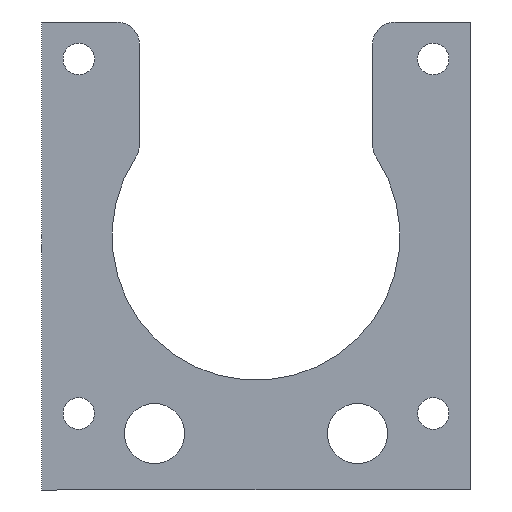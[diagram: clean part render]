
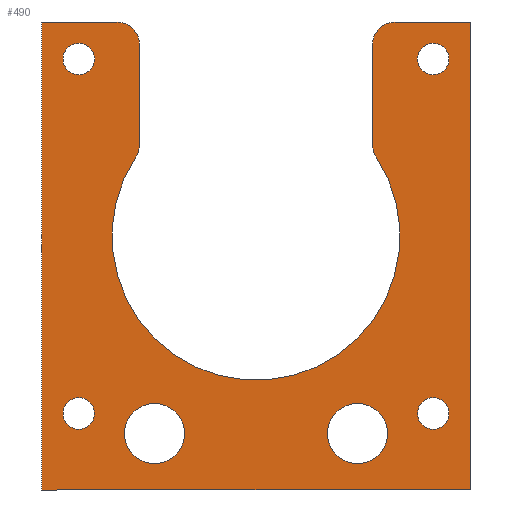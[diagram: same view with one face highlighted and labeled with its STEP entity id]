
A CAD part, front view. The second image highlights one B-rep face of the part: STEP entity #490.
In plain terms, the highlighted planar face has unit normal (0, -1, 0).
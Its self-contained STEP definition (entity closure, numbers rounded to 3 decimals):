
#25=FACE_BOUND('',#102,.T.);
#26=FACE_BOUND('',#103,.T.);
#27=FACE_BOUND('',#104,.T.);
#28=FACE_BOUND('',#105,.T.);
#29=FACE_BOUND('',#106,.T.);
#30=FACE_BOUND('',#107,.T.);
#41=PLANE('',#560);
#67=FACE_OUTER_BOUND('',#101,.T.);
#101=EDGE_LOOP('',(#434,#435,#436,#437,#438,#439,#440,#441,#442,#443,#444,
#445));
#102=EDGE_LOOP('',(#446));
#103=EDGE_LOOP('',(#447));
#104=EDGE_LOOP('',(#448));
#105=EDGE_LOOP('',(#449));
#106=EDGE_LOOP('',(#450));
#107=EDGE_LOOP('',(#451));
#128=LINE('',#806,#164);
#131=LINE('',#815,#167);
#137=LINE('',#834,#173);
#138=LINE('',#837,#174);
#140=LINE('',#841,#176);
#142=LINE('',#844,#178);
#143=LINE('',#846,#179);
#164=VECTOR('',#661,10.);
#167=VECTOR('',#670,10.);
#173=VECTOR('',#694,10.);
#174=VECTOR('',#697,10.);
#176=VECTOR('',#701,10.);
#178=VECTOR('',#705,10.);
#179=VECTOR('',#708,10.);
#188=CIRCLE('',#518,4.);
#189=CIRCLE('',#520,4.);
#201=CIRCLE('',#536,3.);
#202=CIRCLE('',#538,19.15);
#203=CIRCLE('',#540,3.);
#204=CIRCLE('',#542,3.);
#205=CIRCLE('',#545,3.);
#206=CIRCLE('',#548,2.1);
#207=CIRCLE('',#550,2.1);
#208=CIRCLE('',#552,2.1);
#209=CIRCLE('',#554,2.1);
#218=VERTEX_POINT('',#735);
#219=VERTEX_POINT('',#739);
#238=VERTEX_POINT('',#784);
#239=VERTEX_POINT('',#785);
#240=VERTEX_POINT('',#790);
#241=VERTEX_POINT('',#794);
#242=VERTEX_POINT('',#798);
#243=VERTEX_POINT('',#799);
#244=VERTEX_POINT('',#804);
#245=VERTEX_POINT('',#808);
#246=VERTEX_POINT('',#809);
#247=VERTEX_POINT('',#814);
#248=VERTEX_POINT('',#818);
#249=VERTEX_POINT('',#822);
#250=VERTEX_POINT('',#826);
#251=VERTEX_POINT('',#830);
#252=VERTEX_POINT('',#836);
#253=VERTEX_POINT('',#840);
#265=EDGE_CURVE('',#218,#218,#188,.T.);
#267=EDGE_CURVE('',#219,#219,#189,.T.);
#288=EDGE_CURVE('',#238,#239,#201,.T.);
#291=EDGE_CURVE('',#240,#239,#202,.T.);
#293=EDGE_CURVE('',#240,#241,#203,.T.);
#295=EDGE_CURVE('',#242,#243,#204,.T.);
#299=EDGE_CURVE('',#242,#244,#128,.T.);
#300=EDGE_CURVE('',#245,#246,#205,.T.);
#303=EDGE_CURVE('',#247,#246,#131,.T.);
#305=EDGE_CURVE('',#248,#248,#206,.T.);
#307=EDGE_CURVE('',#249,#249,#207,.T.);
#309=EDGE_CURVE('',#250,#250,#208,.T.);
#311=EDGE_CURVE('',#251,#251,#209,.T.);
#313=EDGE_CURVE('',#245,#241,#137,.T.);
#314=EDGE_CURVE('',#252,#247,#138,.T.);
#316=EDGE_CURVE('',#253,#252,#140,.T.);
#318=EDGE_CURVE('',#244,#253,#142,.T.);
#319=EDGE_CURVE('',#238,#243,#143,.T.);
#434=ORIENTED_EDGE('',*,*,#288,.F.);
#435=ORIENTED_EDGE('',*,*,#319,.T.);
#436=ORIENTED_EDGE('',*,*,#295,.F.);
#437=ORIENTED_EDGE('',*,*,#299,.T.);
#438=ORIENTED_EDGE('',*,*,#318,.T.);
#439=ORIENTED_EDGE('',*,*,#316,.T.);
#440=ORIENTED_EDGE('',*,*,#314,.T.);
#441=ORIENTED_EDGE('',*,*,#303,.T.);
#442=ORIENTED_EDGE('',*,*,#300,.F.);
#443=ORIENTED_EDGE('',*,*,#313,.T.);
#444=ORIENTED_EDGE('',*,*,#293,.F.);
#445=ORIENTED_EDGE('',*,*,#291,.T.);
#446=ORIENTED_EDGE('',*,*,#265,.T.);
#447=ORIENTED_EDGE('',*,*,#267,.T.);
#448=ORIENTED_EDGE('',*,*,#311,.T.);
#449=ORIENTED_EDGE('',*,*,#309,.T.);
#450=ORIENTED_EDGE('',*,*,#307,.T.);
#451=ORIENTED_EDGE('',*,*,#305,.T.);
#490=ADVANCED_FACE('',(#67,#25,#26,#27,#28,#29,#30),#41,.T.);
#518=AXIS2_PLACEMENT_3D('',#737,#592,#593);
#520=AXIS2_PLACEMENT_3D('',#741,#597,#598);
#536=AXIS2_PLACEMENT_3D('',#786,#638,#639);
#538=AXIS2_PLACEMENT_3D('',#791,#644,#645);
#540=AXIS2_PLACEMENT_3D('',#795,#649,#650);
#542=AXIS2_PLACEMENT_3D('',#800,#654,#655);
#545=AXIS2_PLACEMENT_3D('',#810,#664,#665);
#548=AXIS2_PLACEMENT_3D('',#819,#674,#675);
#550=AXIS2_PLACEMENT_3D('',#823,#679,#680);
#552=AXIS2_PLACEMENT_3D('',#827,#684,#685);
#554=AXIS2_PLACEMENT_3D('',#831,#689,#690);
#560=AXIS2_PLACEMENT_3D('',#847,#709,#710);
#592=DIRECTION('center_axis',(0.,1.,0.));
#593=DIRECTION('ref_axis',(-1.,0.,0.));
#597=DIRECTION('center_axis',(0.,1.,0.));
#598=DIRECTION('ref_axis',(-1.,0.,0.));
#638=DIRECTION('center_axis',(0.,1.,0.));
#639=DIRECTION('ref_axis',(0.958,0.,-0.287));
#644=DIRECTION('center_axis',(0.,1.,0.));
#645=DIRECTION('ref_axis',(1.,0.,0.));
#649=DIRECTION('center_axis',(0.,1.,0.));
#650=DIRECTION('ref_axis',(-0.958,0.,-0.287));
#654=DIRECTION('center_axis',(0.,1.,0.));
#655=DIRECTION('ref_axis',(0.707,0.,0.707));
#661=DIRECTION('',(-1.,0.,0.));
#664=DIRECTION('center_axis',(0.,1.,0.));
#665=DIRECTION('ref_axis',(-0.707,0.,0.707));
#670=DIRECTION('',(-1.,0.,0.));
#674=DIRECTION('center_axis',(0.,1.,0.));
#675=DIRECTION('ref_axis',(1.,0.,0.));
#679=DIRECTION('center_axis',(0.,1.,0.));
#680=DIRECTION('ref_axis',(1.,0.,0.));
#684=DIRECTION('center_axis',(0.,1.,0.));
#685=DIRECTION('ref_axis',(1.,0.,0.));
#689=DIRECTION('center_axis',(0.,1.,0.));
#690=DIRECTION('ref_axis',(1.,0.,0.));
#694=DIRECTION('',(0.,0.,-1.));
#697=DIRECTION('',(0.,0.,1.));
#701=DIRECTION('',(1.,0.,0.));
#705=DIRECTION('',(0.,0.,-1.));
#708=DIRECTION('',(0.,0.,1.));
#709=DIRECTION('center_axis',(0.,-1.,0.));
#710=DIRECTION('ref_axis',(1.,0.,0.));
#735=CARTESIAN_POINT('',(72.5,360.,-24.587));
#737=CARTESIAN_POINT('Origin',(68.5,360.,-24.587));
#739=CARTESIAN_POINT('',(45.5,360.,-24.587));
#741=CARTESIAN_POINT('Origin',(41.5,360.,-24.587));
#784=CARTESIAN_POINT('',(39.5,360.,13.843));
#785=CARTESIAN_POINT('',(39.006,360.,12.194));
#786=CARTESIAN_POINT('Origin',(36.5,360.,13.843));
#790=CARTESIAN_POINT('',(70.994,360.,12.194));
#791=CARTESIAN_POINT('Origin',(55.,360.,1.663));
#794=CARTESIAN_POINT('',(70.5,360.,13.843));
#795=CARTESIAN_POINT('Origin',(73.5,360.,13.843));
#798=CARTESIAN_POINT('',(36.5,360.,30.163));
#799=CARTESIAN_POINT('',(39.5,360.,27.163));
#800=CARTESIAN_POINT('Origin',(36.5,360.,27.163));
#804=CARTESIAN_POINT('',(26.5,360.,30.163));
#806=CARTESIAN_POINT('',(83.5,360.,30.163));
#808=CARTESIAN_POINT('',(70.5,360.,27.163));
#809=CARTESIAN_POINT('',(73.5,360.,30.163));
#810=CARTESIAN_POINT('Origin',(73.5,360.,27.163));
#814=CARTESIAN_POINT('',(83.5,360.,30.163));
#815=CARTESIAN_POINT('',(83.5,360.,30.163));
#818=CARTESIAN_POINT('',(29.33,360.,-21.907));
#819=CARTESIAN_POINT('Origin',(31.43,360.,-21.907));
#822=CARTESIAN_POINT('',(76.47,360.,-21.907));
#823=CARTESIAN_POINT('Origin',(78.57,360.,-21.907));
#826=CARTESIAN_POINT('',(29.33,360.,25.233));
#827=CARTESIAN_POINT('Origin',(31.43,360.,25.233));
#830=CARTESIAN_POINT('',(76.47,360.,25.233));
#831=CARTESIAN_POINT('Origin',(78.57,360.,25.233));
#834=CARTESIAN_POINT('',(70.5,360.,1.663));
#836=CARTESIAN_POINT('',(83.5,360.,-32.087));
#837=CARTESIAN_POINT('',(83.5,360.,-26.837));
#840=CARTESIAN_POINT('',(26.5,360.,-32.087));
#841=CARTESIAN_POINT('',(0.,360.,-32.087));
#844=CARTESIAN_POINT('',(26.5,360.,30.163));
#846=CARTESIAN_POINT('',(39.5,360.,1.663));
#847=CARTESIAN_POINT('Origin',(55.,360.,-0.962));
